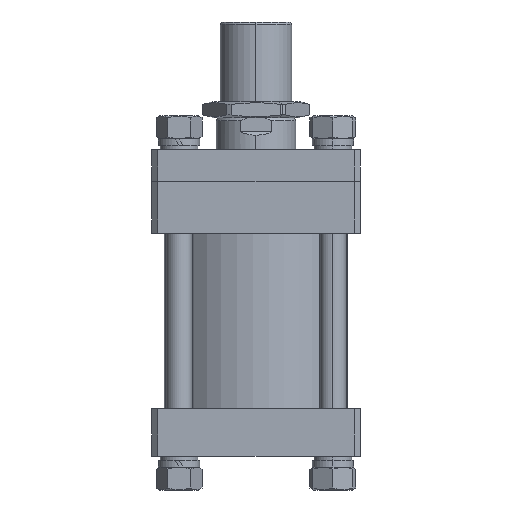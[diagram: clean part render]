
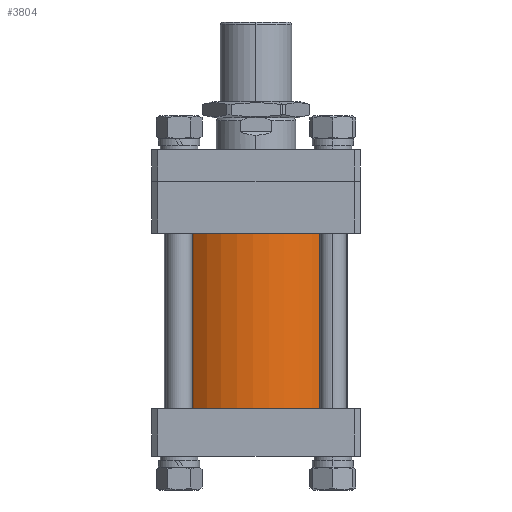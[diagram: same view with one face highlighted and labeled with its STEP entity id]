
A CAD part, front view. The second image highlights one B-rep face of the part: STEP entity #3804.
In plain terms, the highlighted cylindrical face has radius 115 mm (diameter 230 mm), a partial arc.
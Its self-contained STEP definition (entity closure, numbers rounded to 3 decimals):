
#192 = CARTESIAN_POINT ( 'NONE',  ( 0., 0., 110. ) ) ;
#193 = DIRECTION ( 'NONE',  ( 0., 0., 1. ) ) ;
#194 = DIRECTION ( 'NONE',  ( 1., 0., 0. ) ) ;
#342 = CIRCLE ( 'NONE', #1416, 115. ) ;
#421 = VECTOR ( 'NONE', #2594, 1000. ) ;
#423 = LINE ( 'NONE', #2632, #421 ) ;
#549 = VECTOR ( 'NONE', #3505, 1000. ) ;
#551 = LINE ( 'NONE', #3503, #549 ) ;
#859 = EDGE_CURVE ( 'NONE', #7052, #7051, #5642, .T. ) ;
#1102 = EDGE_CURVE ( 'NONE', #7070, #7052, #551, .T. ) ;
#1195 = EDGE_CURVE ( 'NONE', #7048, #7051, #423, .T. ) ;
#1250 = EDGE_CURVE ( 'NONE', #7070, #7048, #342, .T. ) ;
#1416 = AXIS2_PLACEMENT_3D ( 'NONE', #192, #193, #194 ) ;
#2414 = CYLINDRICAL_SURFACE ( 'NONE', #6709, 115. ) ;
#2418 = FACE_OUTER_BOUND ( 'NONE', #3027, .T. ) ;
#2594 = DIRECTION ( 'NONE',  ( 0., 0., -1. ) ) ;
#2632 = CARTESIAN_POINT ( 'NONE',  ( 115., 0., 110. ) ) ;
#2730 = ORIENTED_EDGE ( 'NONE', *, *, #1195, .F. ) ;
#2746 = ORIENTED_EDGE ( 'NONE', *, *, #859, .T. ) ;
#2848 = ORIENTED_EDGE ( 'NONE', *, *, #1102, .T. ) ;
#2875 = ORIENTED_EDGE ( 'NONE', *, *, #1250, .F. ) ;
#3027 = EDGE_LOOP ( 'NONE', ( #2730, #2875, #2848, #2746 ) ) ;
#3503 = CARTESIAN_POINT ( 'NONE',  ( -115., 0., 110. ) ) ;
#3505 = DIRECTION ( 'NONE',  ( 0., 0., -1. ) ) ;
#3804 = ADVANCED_FACE ( 'NONE', ( #2418 ), #2414, .T. ) ;
#3924 = DIRECTION ( 'NONE',  ( -1., 0., 0. ) ) ;
#3927 = DIRECTION ( 'NONE',  ( 0., 0., -1. ) ) ;
#3928 = CARTESIAN_POINT ( 'NONE',  ( 0., 0., 110. ) ) ;
#4152 = CARTESIAN_POINT ( 'NONE',  ( 115., 0., 110. ) ) ;
#4155 = CARTESIAN_POINT ( 'NONE',  ( 115., 0., -110. ) ) ;
#4156 = CARTESIAN_POINT ( 'NONE',  ( -115., 0., -110. ) ) ;
#4174 = CARTESIAN_POINT ( 'NONE',  ( -115., 0., 110. ) ) ;
#4572 = DIRECTION ( 'NONE',  ( 1., 0., 0. ) ) ;
#4573 = DIRECTION ( 'NONE',  ( 0., 0., 1. ) ) ;
#4618 = CARTESIAN_POINT ( 'NONE',  ( 0., 0., -110. ) ) ;
#5642 = CIRCLE ( 'NONE', #8198, 115. ) ;
#6709 = AXIS2_PLACEMENT_3D ( 'NONE', #3928, #3927, #3924 ) ;
#7048 = VERTEX_POINT ( 'NONE', #4152 ) ;
#7051 = VERTEX_POINT ( 'NONE', #4155 ) ;
#7052 = VERTEX_POINT ( 'NONE', #4156 ) ;
#7070 = VERTEX_POINT ( 'NONE', #4174 ) ;
#8198 = AXIS2_PLACEMENT_3D ( 'NONE', #4618, #4573, #4572 ) ;
